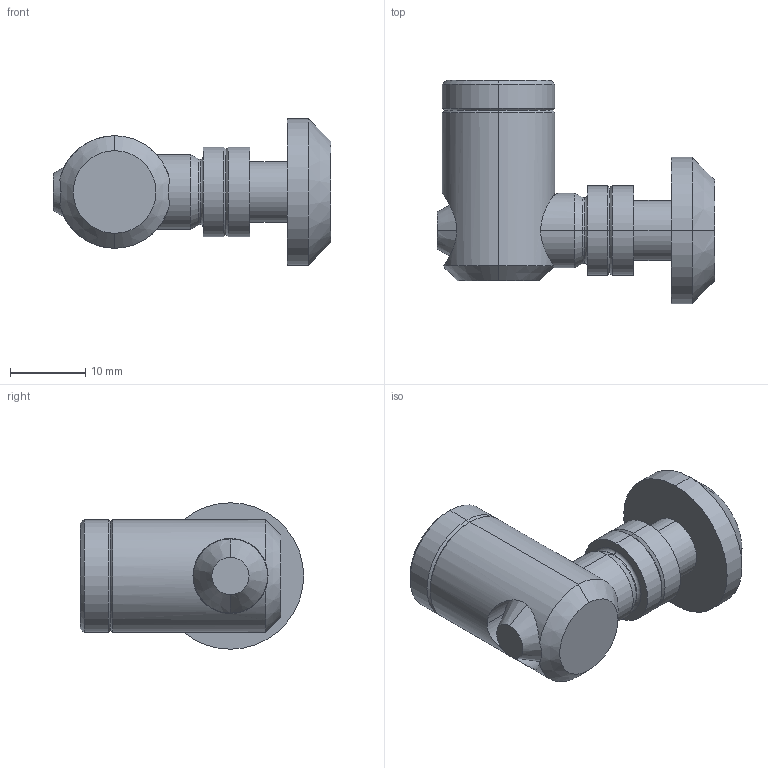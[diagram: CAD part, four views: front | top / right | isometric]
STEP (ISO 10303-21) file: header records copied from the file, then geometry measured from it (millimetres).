
FILE_DESCRIPTION (( 'STEP AP214' ), '1' );
FILE_NAME ('1.21.4E5.STEP', '2024-10-04T15:52:49', ( '' ), ( '' ), 'SwSTEP 2.0', 'SolidWorks 2024', '' );
FILE_SCHEMA (( 'AUTOMOTIVE_DESIGN' ));
Length unit declared in the file: millimetre
Products named in the file (1): 1.21.4E5
Bounding box: 37 x 29.75 x 19.5 mm (x, y, z)
Volume: 6592.4 mm3; surface area: 4091.4 mm2
Topology: 2 solids, 2 shells, 72 faces, 164 edges, 95 vertices
Faces by surface type: cone 28, cylinder 21, plane 17, torus 6
Entity records: 2302 total; most frequent: CARTESIAN_POINT 660, DIRECTION 358, ORIENTED_EDGE 316, EDGE_CURVE 158, AXIS2_PLACEMENT_3D 143, VERTEX_POINT 95, EDGE_LOOP 79, VECTOR 72
